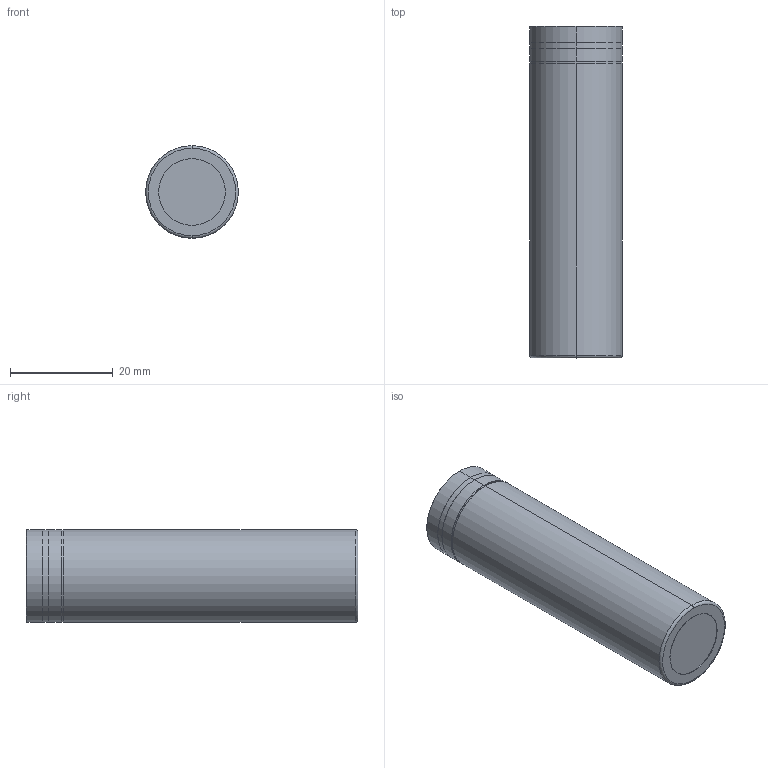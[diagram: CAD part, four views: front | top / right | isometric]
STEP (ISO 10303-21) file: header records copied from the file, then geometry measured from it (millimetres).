
FILE_DESCRIPTION (( 'STEP AP214' ), '1' );
FILE_NAME ('Bateria 18650 3.7 V 1300 mAh d.18 mm.STEP', '2019-09-16T20:34:09', ( 'Usuario' ), ( '' ), 'SwSTEP 2.0', 'SolidWorks 2018', '' );
FILE_SCHEMA (( 'AUTOMOTIVE_DESIGN' ));
Length unit declared in the file: millimetre
Products named in the file (1): Bateria 18650 3.7 V 1300 mAh d.18 mm
Bounding box: 18.07 x 64.7 x 18.07 mm (x, y, z)
Volume: 6286.6 mm3; surface area: 7334.8 mm2
Topology: 1 solids, 2 shells, 42 faces, 80 edges, 46 vertices
Faces by surface type: cylinder 20, torus 14, plane 8
Entity records: 1210 total; most frequent: DIRECTION 226, CARTESIAN_POINT 169, ORIENTED_EDGE 160, AXIS2_PLACEMENT_3D 103, EDGE_CURVE 80, CIRCLE 60, EDGE_LOOP 46, VERTEX_POINT 46
